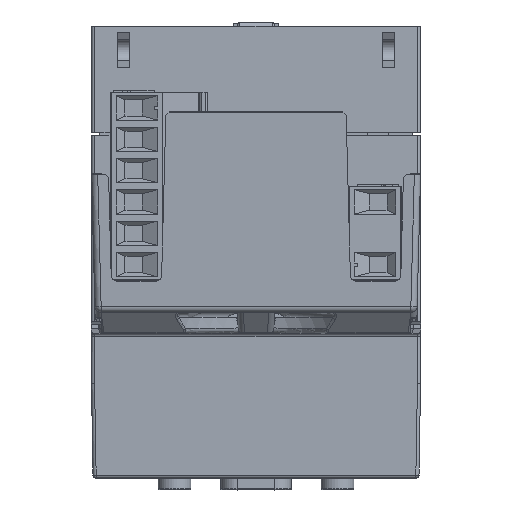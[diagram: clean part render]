
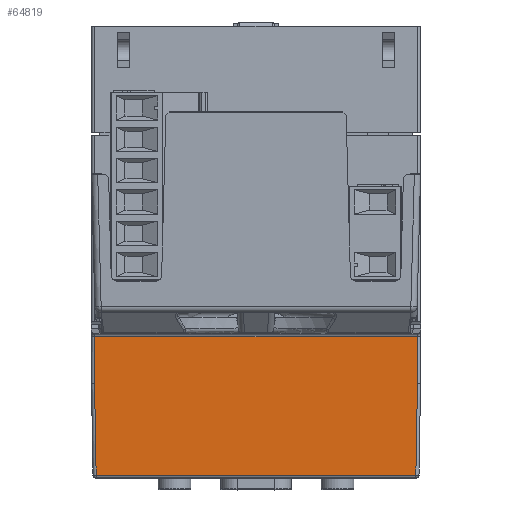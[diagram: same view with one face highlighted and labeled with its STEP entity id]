
A CAD part, front view. The second image highlights one B-rep face of the part: STEP entity #64819.
In plain terms, the highlighted planar face has unit normal (0, -1, -0.018).
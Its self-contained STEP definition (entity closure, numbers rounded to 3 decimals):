
#7495=CARTESIAN_POINT('',(25.75,-22.5,
-40.));
#8309=CARTESIAN_POINT('',(-25.75,-22.5,
-40.));
#8311=DIRECTION('',(-0.017,-0.017,1.));
#8312=VECTOR('',#8311,14.563);
#8313=CARTESIAN_POINT('',(-25.496,-22.246,
-54.559));
#8314=LINE('',#8313,#8312);
#8315=DIRECTION('',(-0.017,0.017,-1.));
#8316=VECTOR('',#8315,14.563);
#8317=CARTESIAN_POINT('',(25.75,-22.5,
-40.));
#8318=LINE('',#8317,#8316);
#8323=DIRECTION('',(1.,0.,0.));
#8324=VECTOR('',#8323,50.992);
#8325=CARTESIAN_POINT('',(-25.496,-22.246,
-54.559));
#8326=LINE('',#8325,#8324);
#37645=DIRECTION('',(0.,0.017,-1.));
#37646=VECTOR('',#37645,7.51);
#37647=CARTESIAN_POINT('',(-25.75,-22.631,-32.491));
#37648=LINE('',#37647,#37646);
#37987=DIRECTION('',(-1.,0.,0.));
#37988=VECTOR('',#37987,51.5);
#37989=CARTESIAN_POINT('',(25.75,-22.631,-32.491));
#37990=LINE('',#37989,#37988);
#38006=DIRECTION('',(0.,-0.017,1.));
#38007=VECTOR('',#38006,7.51);
#38008=CARTESIAN_POINT('',(25.75,-22.5,
-40.));
#38009=LINE('',#38008,#38007);
#46555=CARTESIAN_POINT('',(25.496,-22.246,
-54.559));
#46556=VERTEX_POINT('',#46555);
#46742=CARTESIAN_POINT('',(-25.496,-22.246,
-54.559));
#46743=VERTEX_POINT('',#46742);
#54693=CARTESIAN_POINT('',(-25.75,-22.631,-32.491));
#54694=VERTEX_POINT('',#54693);
#54723=CARTESIAN_POINT('',(25.75,-22.631,-32.491));
#54724=VERTEX_POINT('',#54723);
#55235=VERTEX_POINT('',#7495);
#55252=VERTEX_POINT('',#8309);
#64802=CARTESIAN_POINT('',(26.25,-22.5,-40.));
#64803=DIRECTION('',(0.,-1.,-0.017));
#64804=DIRECTION('',(-1.,0.,0.));
#64805=AXIS2_PLACEMENT_3D('',#64802,#64803,#64804);
#64806=PLANE('',#64805);
#64807=ORIENTED_EDGE('',*,*,#64794,.T.);
#64809=ORIENTED_EDGE('',*,*,#64808,.F.);
#64811=ORIENTED_EDGE('',*,*,#64810,.F.);
#64813=ORIENTED_EDGE('',*,*,#64812,.F.);
#64814=ORIENTED_EDGE('',*,*,#63836,.T.);
#64816=ORIENTED_EDGE('',*,*,#64815,.F.);
#64817=EDGE_LOOP('',(#64807,#64809,#64811,#64813,#64814,#64816));
#64818=FACE_OUTER_BOUND('',#64817,.F.);
#63836=EDGE_CURVE('',#55235,#46556,#8318,.T.);
#64794=EDGE_CURVE('',#46743,#55252,#8314,.T.);
#64808=EDGE_CURVE('',#54694,#55252,#37648,.T.);
#64810=EDGE_CURVE('',#54724,#54694,#37990,.T.);
#64812=EDGE_CURVE('',#55235,#54724,#38009,.T.);
#64815=EDGE_CURVE('',#46743,#46556,#8326,.T.);
#64819=ADVANCED_FACE('',(#64818),#64806,.T.);
